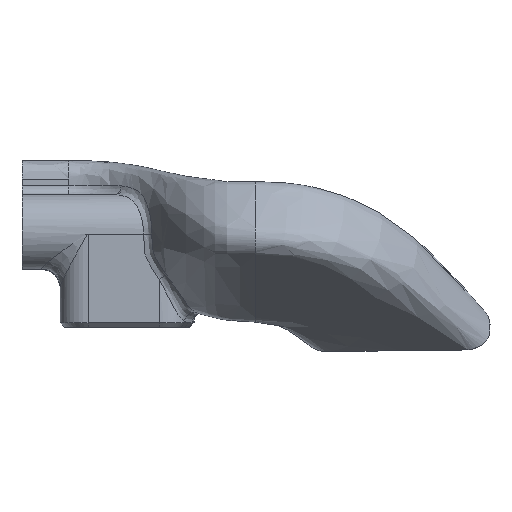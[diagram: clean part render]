
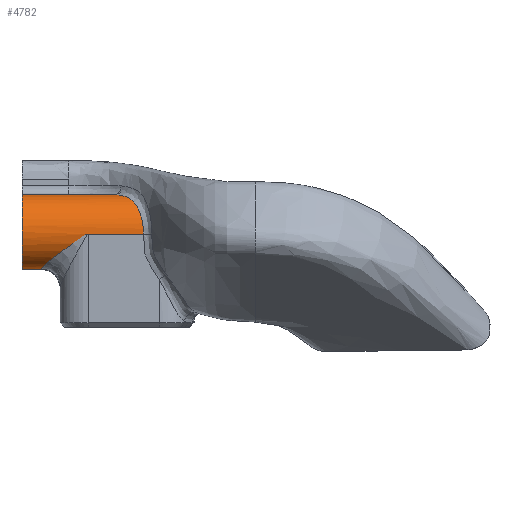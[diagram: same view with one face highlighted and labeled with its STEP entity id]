
A CAD part, left-side view. The second image highlights one B-rep face of the part: STEP entity #4782.
In plain terms, the highlighted cylindrical face has radius 4 mm (diameter 8 mm), a partial arc.
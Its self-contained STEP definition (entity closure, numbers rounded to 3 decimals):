
#144=B_SPLINE_CURVE_WITH_KNOTS('',3,(#7937,#7938,#7939,#7940,#7941,#7942,
#7943,#7944,#7945),.UNSPECIFIED.,.F.,.F.,(4,2,2,1,4),(-2.449,
-2.412,-2.176,-1.93,-1.562),
 .UNSPECIFIED.);
#317=B_SPLINE_CURVE_WITH_KNOTS('',3,(#12072,#12073,#12074,#12075,#12076,
#12077,#12078,#12079,#12080,#12081,#12082),.UNSPECIFIED.,.F.,.F.,(4,1,1,
1,1,1,1,1,4),(-4.561,-4.507,-4.437,-4.367,
-4.297,-4.158,-4.019,-3.74,
-3.6),.UNSPECIFIED.);
#767=LINE('',#11567,#1002);
#772=LINE('',#12288,#1007);
#864=LINE('',#17044,#1099);
#1002=VECTOR('',#5349,10.);
#1007=VECTOR('',#5394,10.);
#1099=VECTOR('',#5590,10.);
#1131=CYLINDRICAL_SURFACE('',#4984,4.);
#1398=FACE_OUTER_BOUND('',#1694,.T.);
#1694=EDGE_LOOP('',(#4357,#4358,#4359,#4360,#4361,#4362,#4363));
#1775=CIRCLE('',#4925,4.);
#1791=CIRCLE('',#4985,4.);
#1896=VERTEX_POINT('',#7906);
#1897=VERTEX_POINT('',#7935);
#2135=VERTEX_POINT('',#11564);
#2136=VERTEX_POINT('',#11566);
#2137=VERTEX_POINT('',#11995);
#2139=VERTEX_POINT('',#12065);
#2236=VERTEX_POINT('',#17043);
#2365=EDGE_CURVE('',#1897,#1896,#144,.T.);
#2688=EDGE_CURVE('',#2136,#2135,#767,.T.);
#2702=EDGE_CURVE('',#2137,#2135,#1775,.T.);
#2705=EDGE_CURVE('',#2139,#2137,#317,.T.);
#2713=EDGE_CURVE('',#2139,#1896,#772,.T.);
#2955=EDGE_CURVE('',#2236,#1897,#864,.T.);
#2956=EDGE_CURVE('',#2236,#2136,#1791,.T.);
#4357=ORIENTED_EDGE('',*,*,#2365,.F.);
#4358=ORIENTED_EDGE('',*,*,#2955,.F.);
#4359=ORIENTED_EDGE('',*,*,#2956,.T.);
#4360=ORIENTED_EDGE('',*,*,#2688,.T.);
#4361=ORIENTED_EDGE('',*,*,#2702,.F.);
#4362=ORIENTED_EDGE('',*,*,#2705,.F.);
#4363=ORIENTED_EDGE('',*,*,#2713,.T.);
#4782=ADVANCED_FACE('',(#1398),#1131,.T.);
#4925=AXIS2_PLACEMENT_3D('',#11997,#5377,#5378);
#4984=AXIS2_PLACEMENT_3D('',#17042,#5588,#5589);
#4985=AXIS2_PLACEMENT_3D('',#17045,#5591,#5592);
#5349=DIRECTION('',(0.,-1.,0.));
#5377=DIRECTION('center_axis',(0.,-1.,0.));
#5378=DIRECTION('ref_axis',(-0.126,0.,-0.992));
#5394=DIRECTION('',(0.,-1.,0.));
#5588=DIRECTION('center_axis',(0.,-1.,0.));
#5589=DIRECTION('ref_axis',(0.,0.,1.));
#5590=DIRECTION('',(0.,-1.,0.));
#5591=DIRECTION('center_axis',(0.,-1.,0.));
#5592=DIRECTION('ref_axis',(0.,0.,
1.));
#7906=CARTESIAN_POINT('',(-29.094,52.745,21.877));
#7935=CARTESIAN_POINT('',(-25.1,55.863,26.09));
#7937=CARTESIAN_POINT('Ctrl Pts',(-25.1,55.863,26.09));
#7938=CARTESIAN_POINT('Ctrl Pts',(-25.17,55.78,26.09));
#7939=CARTESIAN_POINT('Ctrl Pts',(-25.242,55.698,26.088));
#7940=CARTESIAN_POINT('Ctrl Pts',(-25.79,55.09,26.058));
#7941=CARTESIAN_POINT('Ctrl Pts',(-26.308,54.626,25.943));
#7942=CARTESIAN_POINT('Ctrl Pts',(-27.328,53.849,25.459));
#7943=CARTESIAN_POINT('Ctrl Pts',(-28.584,53.048,24.509));
#7944=CARTESIAN_POINT('Ctrl Pts',(-29.146,52.746,22.86));
#7945=CARTESIAN_POINT('Ctrl Pts',(-29.094,52.745,21.877));
#11564=CARTESIAN_POINT('',(-25.102,63.664,18.09));
#11566=CARTESIAN_POINT('',(-25.102,65.75,18.09));
#11567=CARTESIAN_POINT('',(-25.102,65.75,18.09));
#11995=CARTESIAN_POINT('',(-25.765,63.664,18.146));
#11997=CARTESIAN_POINT('Origin',(-25.1,63.664,22.09));
#12065=CARTESIAN_POINT('',(-29.094,58.93,21.877));
#12072=CARTESIAN_POINT('Ctrl Pts',(-29.094,58.931,21.879));
#12073=CARTESIAN_POINT('Ctrl Pts',(-29.09,59.062,21.796));
#12074=CARTESIAN_POINT('Ctrl Pts',(-29.075,59.307,21.613));
#12075=CARTESIAN_POINT('Ctrl Pts',(-29.016,59.821,21.244));
#12076=CARTESIAN_POINT('Ctrl Pts',(-28.923,60.287,20.901));
#12077=CARTESIAN_POINT('Ctrl Pts',(-28.779,60.841,20.495));
#12078=CARTESIAN_POINT('Ctrl Pts',(-28.51,61.56,19.96));
#12079=CARTESIAN_POINT('Ctrl Pts',(-27.89,62.635,19.143));
#12080=CARTESIAN_POINT('Ctrl Pts',(-26.971,63.464,18.466));
#12081=CARTESIAN_POINT('Ctrl Pts',(-26.071,63.664,18.197));
#12082=CARTESIAN_POINT('Ctrl Pts',(-25.765,63.664,18.146));
#12288=CARTESIAN_POINT('',(-29.094,65.75,21.877));
#17042=CARTESIAN_POINT('Origin',(-25.1,65.75,22.09));
#17043=CARTESIAN_POINT('',(-25.1,65.75,26.09));
#17044=CARTESIAN_POINT('',(-25.1,65.75,26.09));
#17045=CARTESIAN_POINT('Origin',(-25.1,65.75,22.09));
